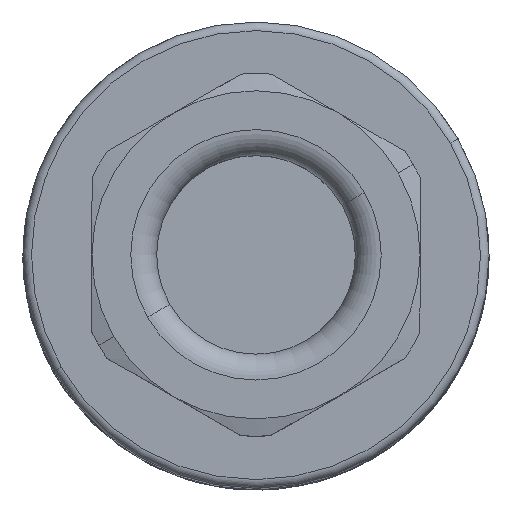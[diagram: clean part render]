
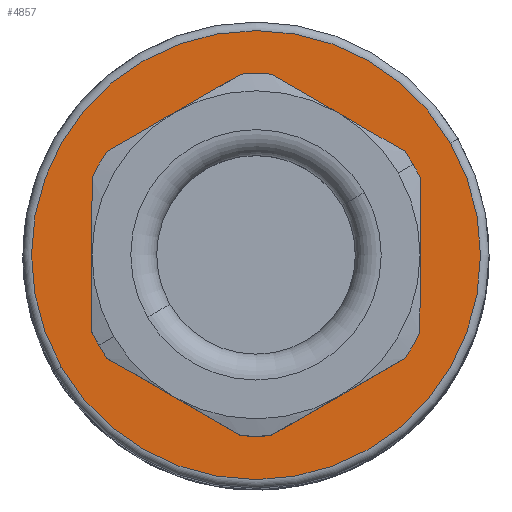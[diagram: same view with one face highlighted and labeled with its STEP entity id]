
A CAD part, top view. The second image highlights one B-rep face of the part: STEP entity #4857.
In plain terms, the highlighted planar face has unit normal (0, 0, 1).
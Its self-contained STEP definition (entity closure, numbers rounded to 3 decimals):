
#4787=AXIS2_PLACEMENT_3D('Circle Axis2P3D',#4785,#4786,$) ;
#4819=AXIS2_PLACEMENT_3D('Circle Axis2P3D',#4817,#4818,$) ;
#4833=AXIS2_PLACEMENT_3D('Plane Axis2P3D',#4830,#4831,#4832) ;
#4837=AXIS2_PLACEMENT_3D('Circle Axis2P3D',#4835,#4836,$) ;
#4846=AXIS2_PLACEMENT_3D('Circle Axis2P3D',#4844,#4845,$) ;
#4785=CARTESIAN_POINT('Axis2P3D Location',(13.5,13.5,72.4)) ;
#4789=CARTESIAN_POINT('Vertex',(5.31,8.785,72.4)) ;
#4791=CARTESIAN_POINT('Vertex',(21.69,18.215,72.4)) ;
#4817=CARTESIAN_POINT('Axis2P3D Location',(13.5,13.5,72.4)) ;
#4830=CARTESIAN_POINT('Axis2P3D Location',(13.5,13.5,72.4)) ;
#4835=CARTESIAN_POINT('Axis2P3D Location',(13.5,13.5,72.4)) ;
#4839=CARTESIAN_POINT('Vertex',(24.766,19.987,72.4)) ;
#4841=CARTESIAN_POINT('Vertex',(2.234,7.013,72.4)) ;
#4844=CARTESIAN_POINT('Axis2P3D Location',(13.5,13.5,72.4)) ;
#4786=DIRECTION('Axis2P3D Direction',(0.,0.,-1.)) ;
#4818=DIRECTION('Axis2P3D Direction',(0.,0.,-1.)) ;
#4831=DIRECTION('Axis2P3D Direction',(0.,0.,1.)) ;
#4832=DIRECTION('Axis2P3D XDirection',(0.867,0.499,0.)) ;
#4836=DIRECTION('Axis2P3D Direction',(0.,0.,1.)) ;
#4845=DIRECTION('Axis2P3D Direction',(0.,0.,1.)) ;
#4850=ORIENTED_EDGE('',*,*,#4843,.T.) ;
#4851=ORIENTED_EDGE('',*,*,#4848,.T.) ;
#4854=ORIENTED_EDGE('',*,*,#4793,.T.) ;
#4855=ORIENTED_EDGE('',*,*,#4821,.T.) ;
#4856=FACE_BOUND('',#4853,.T.) ;
#4857=ADVANCED_FACE('Hauptk\X2\00F6\X0\rper',(#4852,#4856),#4834,.T.) ;
#4788=CIRCLE('generated circle',#4787,9.45) ;
#4820=CIRCLE('generated circle',#4819,9.45) ;
#4838=CIRCLE('generated circle',#4837,13.) ;
#4847=CIRCLE('generated circle',#4846,13.) ;
#4793=EDGE_CURVE('',#4790,#4792,#4788,.T.) ;
#4821=EDGE_CURVE('',#4792,#4790,#4820,.T.) ;
#4843=EDGE_CURVE('',#4840,#4842,#4838,.T.) ;
#4848=EDGE_CURVE('',#4842,#4840,#4847,.T.) ;
#4849=EDGE_LOOP('',(#4850,#4851)) ;
#4853=EDGE_LOOP('',(#4854,#4855)) ;
#4852=FACE_OUTER_BOUND('',#4849,.T.) ;
#4834=PLANE('',#4833) ;
#4790=VERTEX_POINT('',#4789) ;
#4792=VERTEX_POINT('',#4791) ;
#4840=VERTEX_POINT('',#4839) ;
#4842=VERTEX_POINT('',#4841) ;
